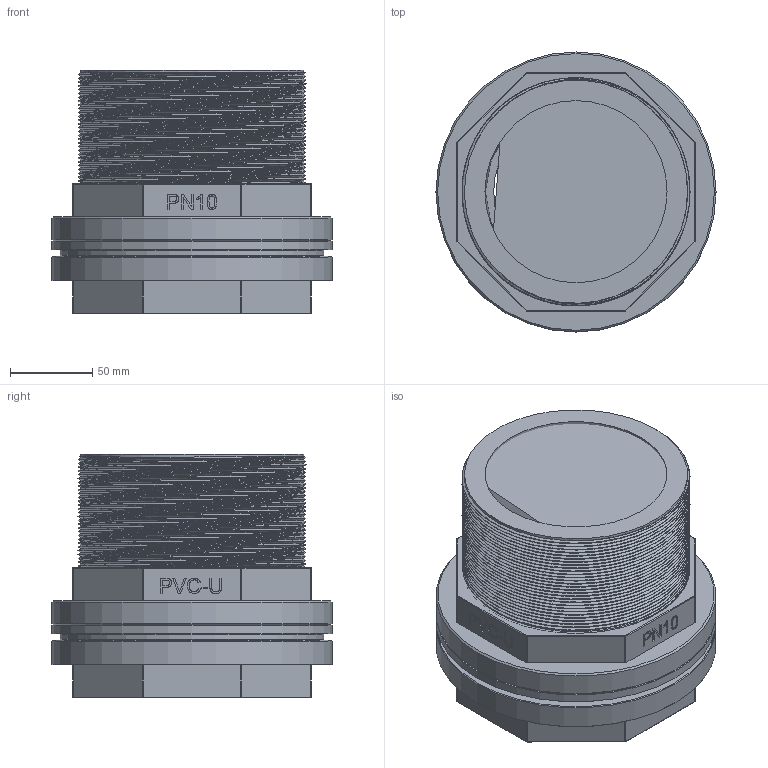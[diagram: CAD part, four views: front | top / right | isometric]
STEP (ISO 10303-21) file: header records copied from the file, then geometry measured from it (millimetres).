
FILE_DESCRIPTION(/* description */ (''),/* implementation_level */ '2;1');
FILE_NAME(/* name */ '1105.stp',/* time_stamp */ '2026-02-07T14:24:29+08:00',/* author */ (''),/* organization */ (''),/* preprocessor_version */ 'ST-DEVELOPER v16',/* originating_system */ 'SIEMENS PLM Software NX 10.0',/* authorisation */ '');
FILE_SCHEMA (('AUTOMOTIVE_DESIGN { 1 0 10303 214 3 1 1 1 }'));
Length unit declared in the file: millimetre
Products named in the file (1): gelv1678D1822cov
Bounding box: 170 x 170 x 148 mm (x, y, z)
Volume: 1165342 mm3; surface area: 275450.6 mm2
Topology: 3 solids, 4 shells, 427 faces, 1130 edges, 743 vertices
Faces by surface type: plane 164, cylinder 142, extrusion 93, bspline 20, cone 8
Full cylindrical faces by diameter (mm): 3 x1, 5 x1, 100 x1, 135.472 x47, 138 x1, 138.43 x47, 139.5 x1, 160 x1, 170 x3
Entity records: 31445 total; most frequent: CARTESIAN_POINT 24195, ORIENTED_EDGE 1646, DIRECTION 1080, EDGE_CURVE 823, VERTEX_POINT 548, B_SPLINE_CURVE_WITH_KNOTS 499, EDGE_LOOP 393, VECTOR 384
